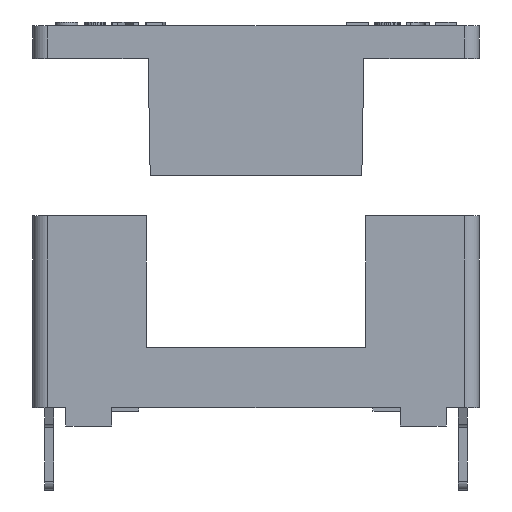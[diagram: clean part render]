
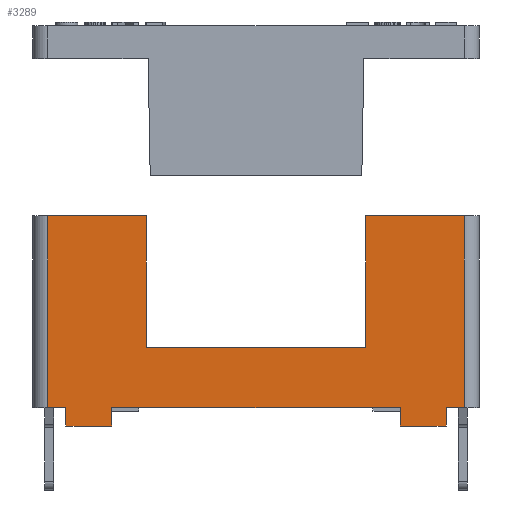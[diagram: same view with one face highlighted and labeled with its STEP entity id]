
A CAD part, front view. The second image highlights one B-rep face of the part: STEP entity #3289.
In plain terms, the highlighted planar face has unit normal (0, -1, 0).
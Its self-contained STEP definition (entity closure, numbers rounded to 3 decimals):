
#155 = VERTEX_POINT('',#156);
#156 = CARTESIAN_POINT('',(6.,-4.7,11.6));
#162 = EDGE_CURVE('',#155,#163,#165,.T.);
#163 = VERTEX_POINT('',#164);
#164 = CARTESIAN_POINT('',(11.4,-4.7,11.6));
#165 = LINE('',#166,#167);
#166 = CARTESIAN_POINT('',(6.,-4.7,11.6));
#167 = VECTOR('',#168,1.);
#168 = DIRECTION('',(1.,0.,0.));
#657 = VERTEX_POINT('',#658);
#658 = CARTESIAN_POINT('',(-11.4,-4.7,11.6));
#665 = EDGE_CURVE('',#657,#666,#668,.T.);
#666 = VERTEX_POINT('',#667);
#667 = CARTESIAN_POINT('',(-6.,-4.7,11.6));
#668 = LINE('',#669,#670);
#669 = CARTESIAN_POINT('',(-11.4,-4.7,11.6));
#670 = VECTOR('',#671,1.);
#671 = DIRECTION('',(1.,0.,0.));
#897 = VERTEX_POINT('',#898);
#898 = CARTESIAN_POINT('',(6.,-4.7,4.4));
#904 = EDGE_CURVE('',#155,#897,#905,.T.);
#905 = LINE('',#906,#907);
#906 = CARTESIAN_POINT('',(6.,-4.7,11.6));
#907 = VECTOR('',#908,1.);
#908 = DIRECTION('',(0.,0.,-1.));
#1290 = VERTEX_POINT('',#1291);
#1291 = CARTESIAN_POINT('',(-7.9,-4.7,1.1));
#1306 = VERTEX_POINT('',#1307);
#1307 = CARTESIAN_POINT('',(-10.4,-4.7,1.1));
#1313 = EDGE_CURVE('',#1306,#1314,#1316,.T.);
#1314 = VERTEX_POINT('',#1315);
#1315 = CARTESIAN_POINT('',(-11.4,-4.7,1.1));
#1316 = LINE('',#1317,#1318);
#1317 = CARTESIAN_POINT('',(-10.4,-4.7,1.1));
#1318 = VECTOR('',#1319,1.);
#1319 = DIRECTION('',(-1.,0.,0.));
#1414 = VERTEX_POINT('',#1415);
#1415 = CARTESIAN_POINT('',(11.4,-4.7,1.1));
#1422 = EDGE_CURVE('',#1414,#1423,#1425,.T.);
#1423 = VERTEX_POINT('',#1424);
#1424 = CARTESIAN_POINT('',(10.4,-4.7,1.1));
#1425 = LINE('',#1426,#1427);
#1426 = CARTESIAN_POINT('',(11.4,-4.7,1.1));
#1427 = VECTOR('',#1428,1.);
#1428 = DIRECTION('',(-1.,0.,0.));
#1447 = VERTEX_POINT('',#1448);
#1448 = CARTESIAN_POINT('',(7.9,-4.7,1.1));
#1454 = EDGE_CURVE('',#1447,#1290,#1455,.T.);
#1455 = LINE('',#1456,#1457);
#1456 = CARTESIAN_POINT('',(7.9,-4.7,1.1));
#1457 = VECTOR('',#1458,1.);
#1458 = DIRECTION('',(-1.,0.,0.));
#1730 = EDGE_CURVE('',#1314,#657,#1731,.T.);
#1731 = LINE('',#1732,#1733);
#1732 = CARTESIAN_POINT('',(-11.4,-4.7,1.1));
#1733 = VECTOR('',#1734,1.);
#1734 = DIRECTION('',(0.,0.,1.));
#1752 = EDGE_CURVE('',#163,#1414,#1753,.T.);
#1753 = LINE('',#1754,#1755);
#1754 = CARTESIAN_POINT('',(11.4,-4.7,11.6));
#1755 = VECTOR('',#1756,1.);
#1756 = DIRECTION('',(0.,0.,-1.));
#2329 = EDGE_CURVE('',#2330,#666,#2332,.T.);
#2330 = VERTEX_POINT('',#2331);
#2331 = CARTESIAN_POINT('',(-6.,-4.7,4.4));
#2332 = LINE('',#2333,#2334);
#2333 = CARTESIAN_POINT('',(-6.,-4.7,4.4));
#2334 = VECTOR('',#2335,1.);
#2335 = DIRECTION('',(0.,0.,1.));
#2402 = VERTEX_POINT('',#2403);
#2403 = CARTESIAN_POINT('',(-7.9,-4.7,0.1));
#2409 = EDGE_CURVE('',#2402,#2410,#2412,.T.);
#2410 = VERTEX_POINT('',#2411);
#2411 = CARTESIAN_POINT('',(-10.4,-4.7,0.1));
#2412 = LINE('',#2413,#2414);
#2413 = CARTESIAN_POINT('',(-7.9,-4.7,0.1));
#2414 = VECTOR('',#2415,1.);
#2415 = DIRECTION('',(-1.,0.,0.));
#2560 = EDGE_CURVE('',#2410,#1306,#2561,.T.);
#2561 = LINE('',#2562,#2563);
#2562 = CARTESIAN_POINT('',(-10.4,-4.7,0.1));
#2563 = VECTOR('',#2564,1.);
#2564 = DIRECTION('',(0.,0.,1.));
#2964 = VERTEX_POINT('',#2965);
#2965 = CARTESIAN_POINT('',(10.4,-4.7,0.1));
#2971 = EDGE_CURVE('',#2964,#2972,#2974,.T.);
#2972 = VERTEX_POINT('',#2973);
#2973 = CARTESIAN_POINT('',(7.9,-4.7,0.1));
#2974 = LINE('',#2975,#2976);
#2975 = CARTESIAN_POINT('',(10.4,-4.7,0.1));
#2976 = VECTOR('',#2977,1.);
#2977 = DIRECTION('',(-1.,0.,0.));
#3271 = EDGE_CURVE('',#2964,#1423,#3272,.T.);
#3272 = LINE('',#3273,#3274);
#3273 = CARTESIAN_POINT('',(10.4,-4.7,0.1));
#3274 = VECTOR('',#3275,1.);
#3275 = DIRECTION('',(0.,0.,1.));
#3289 = ADVANCED_FACE('',(#3290),#3323,.T.);
#3290 = FACE_BOUND('',#3291,.T.);
#3291 = EDGE_LOOP('',(#3292,#3293,#3299,#3300,#3301,#3302,#3303,#3304,
    #3305,#3311,#3312,#3313,#3314,#3315,#3316,#3317));
#3292 = ORIENTED_EDGE('',*,*,#1454,.F.);
#3293 = ORIENTED_EDGE('',*,*,#3294,.F.);
#3294 = EDGE_CURVE('',#2972,#1447,#3295,.T.);
#3295 = LINE('',#3296,#3297);
#3296 = CARTESIAN_POINT('',(7.9,-4.7,0.1));
#3297 = VECTOR('',#3298,1.);
#3298 = DIRECTION('',(0.,0.,1.));
#3299 = ORIENTED_EDGE('',*,*,#2971,.F.);
#3300 = ORIENTED_EDGE('',*,*,#3271,.T.);
#3301 = ORIENTED_EDGE('',*,*,#1422,.F.);
#3302 = ORIENTED_EDGE('',*,*,#1752,.F.);
#3303 = ORIENTED_EDGE('',*,*,#162,.F.);
#3304 = ORIENTED_EDGE('',*,*,#904,.T.);
#3305 = ORIENTED_EDGE('',*,*,#3306,.F.);
#3306 = EDGE_CURVE('',#2330,#897,#3307,.T.);
#3307 = LINE('',#3308,#3309);
#3308 = CARTESIAN_POINT('',(-6.,-4.7,4.4));
#3309 = VECTOR('',#3310,1.);
#3310 = DIRECTION('',(1.,0.,0.));
#3311 = ORIENTED_EDGE('',*,*,#2329,.T.);
#3312 = ORIENTED_EDGE('',*,*,#665,.F.);
#3313 = ORIENTED_EDGE('',*,*,#1730,.F.);
#3314 = ORIENTED_EDGE('',*,*,#1313,.F.);
#3315 = ORIENTED_EDGE('',*,*,#2560,.F.);
#3316 = ORIENTED_EDGE('',*,*,#2409,.F.);
#3317 = ORIENTED_EDGE('',*,*,#3318,.T.);
#3318 = EDGE_CURVE('',#2402,#1290,#3319,.T.);
#3319 = LINE('',#3320,#3321);
#3320 = CARTESIAN_POINT('',(-7.9,-4.7,0.1));
#3321 = VECTOR('',#3322,1.);
#3322 = DIRECTION('',(0.,0.,1.));
#3323 = PLANE('',#3324);
#3324 = AXIS2_PLACEMENT_3D('',#3325,#3326,#3327);
#3325 = CARTESIAN_POINT('',(11.97,-4.7,11.888));
#3326 = DIRECTION('',(0.,-1.,0.));
#3327 = DIRECTION('',(-1.,0.,0.));
